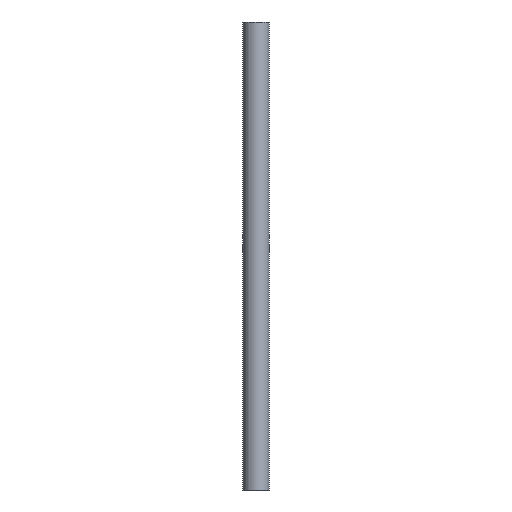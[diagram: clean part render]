
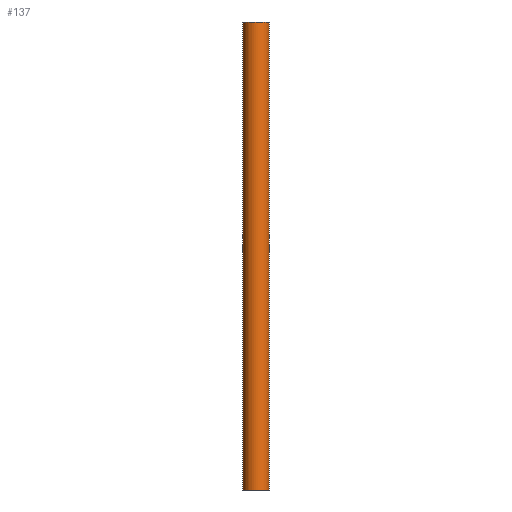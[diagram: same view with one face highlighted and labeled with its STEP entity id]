
A CAD part, front view. The second image highlights one B-rep face of the part: STEP entity #137.
In plain terms, the highlighted cylindrical face has radius 14 mm (diameter 28 mm), a partial arc.
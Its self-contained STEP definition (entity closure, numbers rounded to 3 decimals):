
#10 = EDGE_CURVE ( 'NONE', #395, #329, #388, .T. ) ;
#85 = EDGE_CURVE ( 'NONE', #301, #350, #491, .T. ) ;
#132 = ORIENTED_EDGE ( 'NONE', *, *, #303, .T. ) ;
#136 = ORIENTED_EDGE ( 'NONE', *, *, #85, .T. ) ;
#137 = ADVANCED_FACE ( 'NONE', ( #751 ), #687, .T. ) ;
#138 = EDGE_LOOP ( 'NONE', ( #155, #156, #132, #136 ) ) ;
#155 = ORIENTED_EDGE ( 'NONE', *, *, #295, .F. ) ;
#156 = ORIENTED_EDGE ( 'NONE', *, *, #10, .F. ) ;
#295 = EDGE_CURVE ( 'NONE', #329, #350, #1050, .T. ) ;
#301 = VERTEX_POINT ( 'NONE', #1040 ) ;
#303 = EDGE_CURVE ( 'NONE', #395, #301, #1014, .T. ) ;
#329 = VERTEX_POINT ( 'NONE', #1091 ) ;
#350 = VERTEX_POINT ( 'NONE', #1021 ) ;
#373 = DIRECTION ( 'NONE',  ( 1., 0., 0. ) ) ;
#374 = DIRECTION ( 'NONE',  ( 0., 0., 1. ) ) ;
#375 = AXIS2_PLACEMENT_3D ( 'NONE', #382, #374, #373 ) ;
#382 = CARTESIAN_POINT ( 'NONE',  ( -4655.848, -3990.212, 500. ) ) ;
#388 = CIRCLE ( 'NONE', #375, 14. ) ;
#395 = VERTEX_POINT ( 'NONE', #930 ) ;
#491 = CIRCLE ( 'NONE', #496, 14. ) ;
#496 = AXIS2_PLACEMENT_3D ( 'NONE', #557, #550, #549 ) ;
#549 = DIRECTION ( 'NONE',  ( 1., 0., 0. ) ) ;
#550 = DIRECTION ( 'NONE',  ( 0., 0., 1. ) ) ;
#557 = CARTESIAN_POINT ( 'NONE',  ( -4655.848, -3990.212, 0. ) ) ;
#677 = DIRECTION ( 'NONE',  ( 0., 0., -1. ) ) ;
#687 = CYLINDRICAL_SURFACE ( 'NONE', #814, 14. ) ;
#751 = FACE_OUTER_BOUND ( 'NONE', #138, .T. ) ;
#753 = DIRECTION ( 'NONE',  ( -1., 0., 0. ) ) ;
#811 = CARTESIAN_POINT ( 'NONE',  ( -4655.848, -3990.212, 500. ) ) ;
#814 = AXIS2_PLACEMENT_3D ( 'NONE', #811, #677, #753 ) ;
#930 = CARTESIAN_POINT ( 'NONE',  ( -4669.848, -3990.212, 500. ) ) ;
#1011 = DIRECTION ( 'NONE',  ( 0., 0., -1. ) ) ;
#1012 = VECTOR ( 'NONE', #1011, 1000. ) ;
#1013 = CARTESIAN_POINT ( 'NONE',  ( -4669.848, -3990.212, 500. ) ) ;
#1014 = LINE ( 'NONE', #1013, #1012 ) ;
#1021 = CARTESIAN_POINT ( 'NONE',  ( -4641.848, -3990.212, 0. ) ) ;
#1040 = CARTESIAN_POINT ( 'NONE',  ( -4669.848, -3990.212, 0. ) ) ;
#1047 = DIRECTION ( 'NONE',  ( 0., 0., -1. ) ) ;
#1048 = VECTOR ( 'NONE', #1047, 1000. ) ;
#1049 = CARTESIAN_POINT ( 'NONE',  ( -4641.848, -3990.212, 500. ) ) ;
#1050 = LINE ( 'NONE', #1049, #1048 ) ;
#1091 = CARTESIAN_POINT ( 'NONE',  ( -4641.848, -3990.212, 500. ) ) ;
